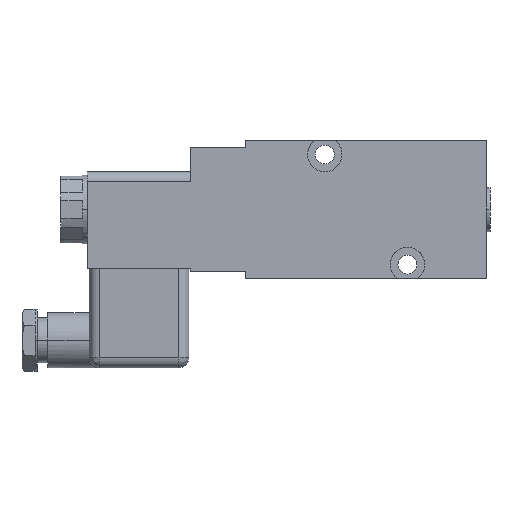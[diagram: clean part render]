
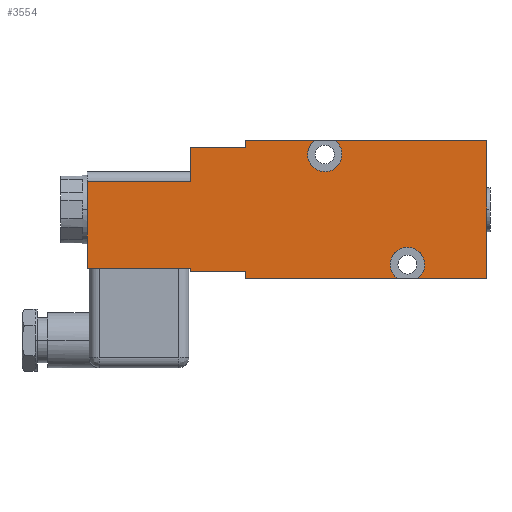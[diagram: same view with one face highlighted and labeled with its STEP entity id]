
A CAD part, top view. The second image highlights one B-rep face of the part: STEP entity #3554.
In plain terms, the highlighted planar face has unit normal (0, 0, 1).
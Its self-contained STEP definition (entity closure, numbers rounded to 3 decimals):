
#4 = VECTOR ( 'NONE', #2654, 1000. ) ;
#5 = CARTESIAN_POINT ( 'NONE',  ( -120., -26.256, 52.311 ) ) ;
#11 = LINE ( 'NONE', #2899, #3958 ) ;
#13 = EDGE_CURVE ( 'NONE', #583, #3575, #2127, .T. ) ;
#57 = VECTOR ( 'NONE', #2575, 1000. ) ;
#89 = VERTEX_POINT ( 'NONE', #3484 ) ;
#105 = VERTEX_POINT ( 'NONE', #2223 ) ;
#107 = EDGE_CURVE ( 'NONE', #89, #4050, #2020, .T. ) ;
#123 = VERTEX_POINT ( 'NONE', #3207 ) ;
#157 = CARTESIAN_POINT ( 'NONE',  ( -30., -43.256, 52.311 ) ) ;
#207 = CARTESIAN_POINT ( 'NONE',  ( -27., -39.256, 52.311 ) ) ;
#208 = DIRECTION ( 'NONE',  ( 0., 1., 0. ) ) ;
#226 = VERTEX_POINT ( 'NONE', #1750 ) ;
#244 = ORIENTED_EDGE ( 'NONE', *, *, #3247, .F. ) ;
#260 = ORIENTED_EDGE ( 'NONE', *, *, #765, .F. ) ;
#300 = DIRECTION ( 'NONE',  ( 0., 0., 1. ) ) ;
#323 = VECTOR ( 'NONE', #1791, 1000. ) ;
#327 = LINE ( 'NONE', #729, #4 ) ;
#333 = VERTEX_POINT ( 'NONE', #4096 ) ;
#377 = DIRECTION ( 'NONE',  ( -1., 0., 0. ) ) ;
#382 = LINE ( 'NONE', #5, #3610 ) ;
#427 = CARTESIAN_POINT ( 'NONE',  ( -27., -34.256, 52.311 ) ) ;
#439 = ORIENTED_EDGE ( 'NONE', *, *, #3149, .F. ) ;
#457 = VERTEX_POINT ( 'NONE', #693 ) ;
#514 = DIRECTION ( 'NONE',  ( 0., 1., 0. ) ) ;
#537 = DIRECTION ( 'NONE',  ( 1., 0., 0. ) ) ;
#583 = VERTEX_POINT ( 'NONE', #427 ) ;
#590 = ORIENTED_EDGE ( 'NONE', *, *, #2106, .F. ) ;
#604 = VECTOR ( 'NONE', #2002, 1000. ) ;
#608 = CARTESIAN_POINT ( 'NONE',  ( -90., -23.256, 52.311 ) ) ;
#657 = EDGE_CURVE ( 'NONE', #2323, #3212, #1521, .T. ) ;
#659 = CARTESIAN_POINT ( 'NONE',  ( -24., -43.256, 52.311 ) ) ;
#668 = VERTEX_POINT ( 'NONE', #157 ) ;
#693 = CARTESIAN_POINT ( 'NONE',  ( -74., -43.256, 52.311 ) ) ;
#716 = AXIS2_PLACEMENT_3D ( 'NONE', #207, #2468, #514 ) ;
#729 = CARTESIAN_POINT ( 'NONE',  ( -39., -3.256, 52.311 ) ) ;
#735 = EDGE_CURVE ( 'NONE', #668, #457, #2805, .T. ) ;
#765 = EDGE_CURVE ( 'NONE', #333, #1463, #3899, .T. ) ;
#801 = CARTESIAN_POINT ( 'NONE',  ( -39., -43.256, 52.311 ) ) ;
#821 = VERTEX_POINT ( 'NONE', #1225 ) ;
#848 = CARTESIAN_POINT ( 'NONE',  ( -120., -40.256, 52.311 ) ) ;
#865 = ORIENTED_EDGE ( 'NONE', *, *, #1696, .F. ) ;
#889 = DIRECTION ( 'NONE',  ( 0., 0., -1. ) ) ;
#903 = DIRECTION ( 'NONE',  ( 1., 0., 0. ) ) ;
#917 = DIRECTION ( 'NONE',  ( -1., 0., 0. ) ) ;
#984 = ORIENTED_EDGE ( 'NONE', *, *, #1752, .T. ) ;
#996 = VECTOR ( 'NONE', #377, 1000. ) ;
#1098 = LINE ( 'NONE', #2115, #3392 ) ;
#1181 = CARTESIAN_POINT ( 'NONE',  ( -27., -39.256, 52.311 ) ) ;
#1225 = CARTESIAN_POINT ( 'NONE',  ( -54., -3.256, 52.311 ) ) ;
#1370 = EDGE_CURVE ( 'NONE', #105, #3575, #1846, .T. ) ;
#1450 = CARTESIAN_POINT ( 'NONE',  ( -105., -40.256, 52.311 ) ) ;
#1463 = VERTEX_POINT ( 'NONE', #1630 ) ;
#1505 = CARTESIAN_POINT ( 'NONE',  ( -4., -23.256, 52.311 ) ) ;
#1521 = LINE ( 'NONE', #2092, #323 ) ;
#1533 = DIRECTION ( 'NONE',  ( 0., 1., 0. ) ) ;
#1577 = DIRECTION ( 'NONE',  ( 0., -1., 0. ) ) ;
#1585 = CARTESIAN_POINT ( 'NONE',  ( -74., -42.256, 52.311 ) ) ;
#1630 = CARTESIAN_POINT ( 'NONE',  ( -4., -3.256, 52.311 ) ) ;
#1696 = EDGE_CURVE ( 'NONE', #1463, #105, #3664, .T. ) ;
#1701 = EDGE_CURVE ( 'NONE', #226, #2323, #3813, .T. ) ;
#1715 = VECTOR ( 'NONE', #1577, 1000. ) ;
#1727 = DIRECTION ( 'NONE',  ( 0., 1., 0. ) ) ;
#1750 = CARTESIAN_POINT ( 'NONE',  ( -90., -15.256, 52.311 ) ) ;
#1752 = EDGE_CURVE ( 'NONE', #668, #583, #3765, .T. ) ;
#1755 = CARTESIAN_POINT ( 'NONE',  ( -51., -7.256, 52.311 ) ) ;
#1791 = DIRECTION ( 'NONE',  ( 1., 0., 0. ) ) ;
#1846 = LINE ( 'NONE', #3581, #996 ) ;
#1852 = VECTOR ( 'NONE', #3432, 1000. ) ;
#1853 = CARTESIAN_POINT ( 'NONE',  ( -90., -10.256, 52.311 ) ) ;
#1862 = ORIENTED_EDGE ( 'NONE', *, *, #735, .F. ) ;
#1885 = DIRECTION ( 'NONE',  ( 0., 1., 0. ) ) ;
#1897 = VECTOR ( 'NONE', #1533, 1000. ) ;
#1899 = CARTESIAN_POINT ( 'NONE',  ( -120., -43.256, 52.311 ) ) ;
#1928 = VECTOR ( 'NONE', #3129, 1000. ) ;
#1984 = VECTOR ( 'NONE', #903, 1000. ) ;
#2002 = DIRECTION ( 'NONE',  ( -1., 0., 0. ) ) ;
#2020 = LINE ( 'NONE', #608, #1715 ) ;
#2034 = ORIENTED_EDGE ( 'NONE', *, *, #3966, .T. ) ;
#2080 = ORIENTED_EDGE ( 'NONE', *, *, #13, .T. ) ;
#2092 = CARTESIAN_POINT ( 'NONE',  ( -82., -5.256, 52.311 ) ) ;
#2106 = EDGE_CURVE ( 'NONE', #821, #333, #3519, .T. ) ;
#2115 = CARTESIAN_POINT ( 'NONE',  ( -74., -4.256, 52.311 ) ) ;
#2127 = CIRCLE ( 'NONE', #716, 5. ) ;
#2187 = VERTEX_POINT ( 'NONE', #848 ) ;
#2196 = ORIENTED_EDGE ( 'NONE', *, *, #3100, .T. ) ;
#2223 = CARTESIAN_POINT ( 'NONE',  ( -4., -43.256, 52.311 ) ) ;
#2323 = VERTEX_POINT ( 'NONE', #3206 ) ;
#2440 = EDGE_LOOP ( 'NONE', ( #3618, #2968, #439, #1862, #984, #2080, #2920, #865, #260, #590, #244, #3190, #3326, #2552, #2196, #3026, #2034 ) ) ;
#2468 = DIRECTION ( 'NONE',  ( 0., 0., -1. ) ) ;
#2476 = CARTESIAN_POINT ( 'NONE',  ( -39., -3.256, 52.311 ) ) ;
#2501 = VERTEX_POINT ( 'NONE', #2635 ) ;
#2552 = ORIENTED_EDGE ( 'NONE', *, *, #1701, .F. ) ;
#2575 = DIRECTION ( 'NONE',  ( 0., 1., 0. ) ) ;
#2635 = CARTESIAN_POINT ( 'NONE',  ( -120., -15.256, 52.311 ) ) ;
#2642 = CARTESIAN_POINT ( 'NONE',  ( -90., -41.256, 52.311 ) ) ;
#2654 = DIRECTION ( 'NONE',  ( 1., 0., 0. ) ) ;
#2704 = DIRECTION ( 'NONE',  ( 0., 0., 1. ) ) ;
#2805 = LINE ( 'NONE', #801, #1928 ) ;
#2813 = AXIS2_PLACEMENT_3D ( 'NONE', #1755, #2704, #1727 ) ;
#2816 = LINE ( 'NONE', #1585, #57 ) ;
#2844 = AXIS2_PLACEMENT_3D ( 'NONE', #1899, #300, #537 ) ;
#2892 = LINE ( 'NONE', #1450, #1852 ) ;
#2899 = CARTESIAN_POINT ( 'NONE',  ( -62., -15.256, 52.311 ) ) ;
#2920 = ORIENTED_EDGE ( 'NONE', *, *, #1370, .F. ) ;
#2968 = ORIENTED_EDGE ( 'NONE', *, *, #3829, .F. ) ;
#3022 = CARTESIAN_POINT ( 'NONE',  ( -82., -41.256, 52.311 ) ) ;
#3026 = ORIENTED_EDGE ( 'NONE', *, *, #3485, .F. ) ;
#3069 = VERTEX_POINT ( 'NONE', #3171 ) ;
#3100 = EDGE_CURVE ( 'NONE', #226, #2501, #11, .T. ) ;
#3129 = DIRECTION ( 'NONE',  ( -1., 0., 0. ) ) ;
#3149 = EDGE_CURVE ( 'NONE', #457, #123, #2816, .T. ) ;
#3171 = CARTESIAN_POINT ( 'NONE',  ( -74., -3.256, 52.311 ) ) ;
#3190 = ORIENTED_EDGE ( 'NONE', *, *, #3886, .F. ) ;
#3206 = CARTESIAN_POINT ( 'NONE',  ( -90., -5.256, 52.311 ) ) ;
#3207 = CARTESIAN_POINT ( 'NONE',  ( -74., -41.256, 52.311 ) ) ;
#3212 = VERTEX_POINT ( 'NONE', #3881 ) ;
#3247 = EDGE_CURVE ( 'NONE', #3069, #821, #327, .T. ) ;
#3326 = ORIENTED_EDGE ( 'NONE', *, *, #657, .F. ) ;
#3392 = VECTOR ( 'NONE', #3995, 1000. ) ;
#3432 = DIRECTION ( 'NONE',  ( 1., 0., 0. ) ) ;
#3477 = DIRECTION ( 'NONE',  ( 0., -1., 0. ) ) ;
#3484 = CARTESIAN_POINT ( 'NONE',  ( -90., -40.256, 52.311 ) ) ;
#3485 = EDGE_CURVE ( 'NONE', #2187, #2501, #382, .T. ) ;
#3500 = AXIS2_PLACEMENT_3D ( 'NONE', #1181, #889, #1885 ) ;
#3518 = PLANE ( 'NONE',  #2844 ) ;
#3519 = CIRCLE ( 'NONE', #2813, 5. ) ;
#3554 = ADVANCED_FACE ( 'NONE', ( #3654 ), #3518, .T. ) ;
#3575 = VERTEX_POINT ( 'NONE', #659 ) ;
#3581 = CARTESIAN_POINT ( 'NONE',  ( -39., -43.256, 52.311 ) ) ;
#3610 = VECTOR ( 'NONE', #208, 1000. ) ;
#3618 = ORIENTED_EDGE ( 'NONE', *, *, #107, .T. ) ;
#3654 = FACE_OUTER_BOUND ( 'NONE', #2440, .T. ) ;
#3664 = LINE ( 'NONE', #1505, #3722 ) ;
#3722 = VECTOR ( 'NONE', #3477, 1000. ) ;
#3765 = CIRCLE ( 'NONE', #3500, 5. ) ;
#3776 = LINE ( 'NONE', #3022, #604 ) ;
#3813 = LINE ( 'NONE', #1853, #1897 ) ;
#3829 = EDGE_CURVE ( 'NONE', #123, #4050, #3776, .T. ) ;
#3881 = CARTESIAN_POINT ( 'NONE',  ( -74., -5.256, 52.311 ) ) ;
#3886 = EDGE_CURVE ( 'NONE', #3212, #3069, #1098, .T. ) ;
#3899 = LINE ( 'NONE', #2476, #1984 ) ;
#3958 = VECTOR ( 'NONE', #917, 1000. ) ;
#3966 = EDGE_CURVE ( 'NONE', #2187, #89, #2892, .T. ) ;
#3995 = DIRECTION ( 'NONE',  ( 0., 1., 0. ) ) ;
#4050 = VERTEX_POINT ( 'NONE', #2642 ) ;
#4096 = CARTESIAN_POINT ( 'NONE',  ( -48., -3.256, 52.311 ) ) ;
